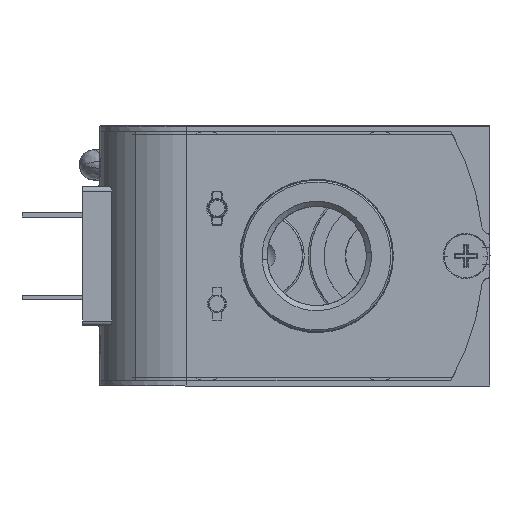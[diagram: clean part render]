
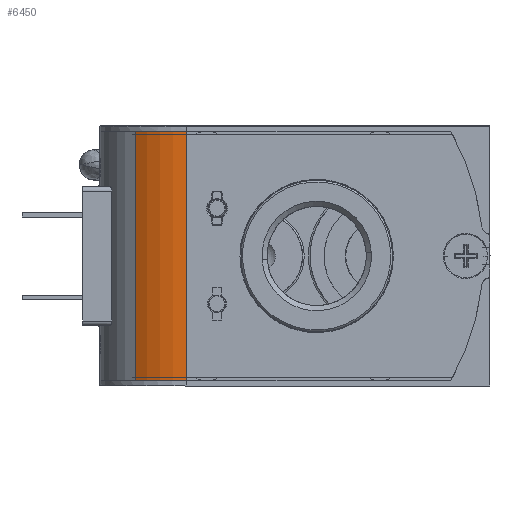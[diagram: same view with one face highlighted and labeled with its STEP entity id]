
A CAD part, left-side view. The second image highlights one B-rep face of the part: STEP entity #6450.
In plain terms, the highlighted cylindrical face has radius 10 mm (diameter 20 mm), a partial arc.
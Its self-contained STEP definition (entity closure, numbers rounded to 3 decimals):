
#6450=ADVANCED_FACE('',(#13263),#13264,.T.);
#13263=FACE_OUTER_BOUND('',#39420,.T.);
#13264=CYLINDRICAL_SURFACE('',#39421,10.);
#39420=EDGE_LOOP('',(#58240,#58241,#58242,#58243));
#39421=AXIS2_PLACEMENT_3D('',#58244,#58245,#58246);
#58240=ORIENTED_EDGE('',*,*,#67822,.T.);
#58241=ORIENTED_EDGE('',*,*,#67823,.T.);
#58242=ORIENTED_EDGE('',*,*,#67824,.F.);
#58243=ORIENTED_EDGE('',*,*,#67815,.F.);
#58244=CARTESIAN_POINT('',(-32.9,2.3,14.));
#58245=DIRECTION('',(0.,0.,-1.0));
#58246=DIRECTION('',(-1.0,0.,0.));
#67815=EDGE_CURVE('',#79090,#79092,#79093,.T.);
#67822=EDGE_CURVE('',#79090,#79104,#79105,.T.);
#67823=EDGE_CURVE('',#79104,#79106,#79107,.T.);
#67824=EDGE_CURVE('',#79092,#79106,#79108,.T.);
#79090=VERTEX_POINT('',#99902);
#79092=VERTEX_POINT('',#99905);
#79093=LINE('',#99906,#99907);
#79104=VERTEX_POINT('',#99921);
#79105=CIRCLE('',#99922,10.0);
#79106=VERTEX_POINT('',#99923);
#79107=LINE('',#99924,#99925);
#79108=CIRCLE('',#99926,10.0);
#99902=CARTESIAN_POINT('',(-42.9,2.3,14.4));
#99905=CARTESIAN_POINT('',(-42.9,2.3,-14.4));
#99906=CARTESIAN_POINT('',(-42.9,2.3,14.));
#99907=VECTOR('',#108994,1000.0);
#99921=CARTESIAN_POINT('',(-40.996,8.17,14.4));
#99922=AXIS2_PLACEMENT_3D('',#109004,#109005,#109006);
#99923=CARTESIAN_POINT('',(-40.996,8.17,-14.4));
#99924=CARTESIAN_POINT('',(-40.996,8.17,14.));
#99925=VECTOR('',#109007,1000.0);
#99926=AXIS2_PLACEMENT_3D('',#109008,#109009,#109010);
#108994=DIRECTION('',(0.,0.,-1.0));
#109004=CARTESIAN_POINT('',(-32.9,2.3,14.4));
#109005=DIRECTION('',(0.,0.,-1.0));
#109006=DIRECTION('',(-1.0,0.,0.));
#109007=DIRECTION('',(0.,0.,-1.0));
#109008=CARTESIAN_POINT('',(-32.9,2.3,-14.4));
#109009=DIRECTION('',(0.,0.,-1.0));
#109010=DIRECTION('',(-1.0,0.,0.));
